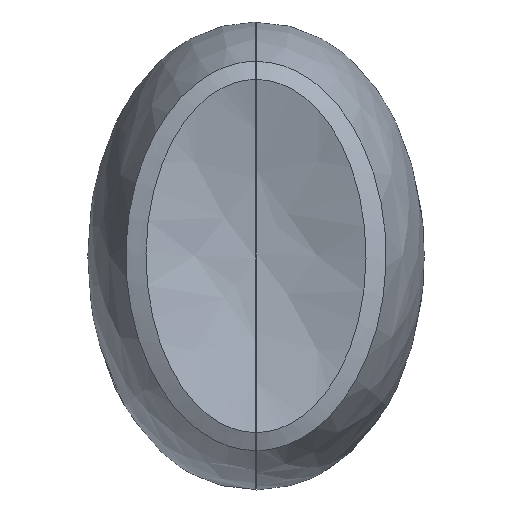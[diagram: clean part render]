
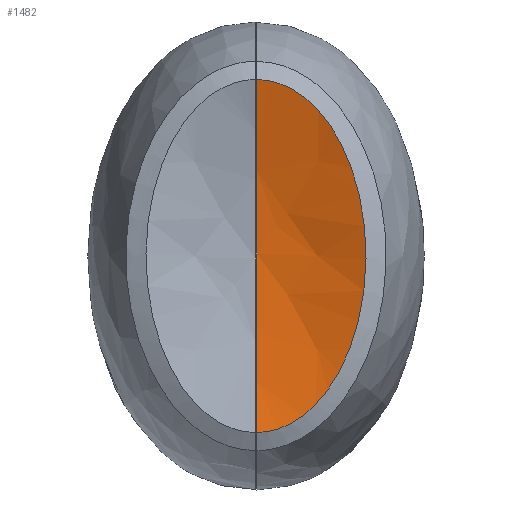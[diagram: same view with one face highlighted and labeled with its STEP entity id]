
A CAD part, left-side view. The second image highlights one B-rep face of the part: STEP entity #1482.
In plain terms, the highlighted free-form (B-spline) face has degree [3, 3] with [7, 6] control points.
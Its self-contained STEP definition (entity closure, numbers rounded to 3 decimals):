
#899=CARTESIAN_POINT('',(-32.697,-0.1,23.084));
#900=CARTESIAN_POINT('',(-31.67,-0.1,19.505));
#901=CARTESIAN_POINT('',(-29.803,-0.1,11.81));
#902=CARTESIAN_POINT('',(-28.594,-0.1,0.));
#903=CARTESIAN_POINT('',(-29.803,-0.1,-11.81));
#904=CARTESIAN_POINT('',(-31.67,-0.1,-19.505));
#905=CARTESIAN_POINT('',(-32.697,-0.1,-23.084));
#907=CARTESIAN_POINT('',(-32.697,-0.1,23.084));
#908=CARTESIAN_POINT('',(-32.697,-0.599,
23.079));
#909=CARTESIAN_POINT('',(-32.687,-1.648,22.985));
#910=CARTESIAN_POINT('',(-32.644,-3.293,22.536));
#911=CARTESIAN_POINT('',(-32.572,-5.071,21.689));
#912=CARTESIAN_POINT('',(-32.483,-6.906,20.362));
#913=CARTESIAN_POINT('',(-32.404,-8.723,18.503));
#914=CARTESIAN_POINT('',(-32.366,-10.469,16.025));
#915=CARTESIAN_POINT('',(-32.392,-12.028,12.929));
#916=CARTESIAN_POINT('',(-32.48,-13.33,9.106));
#917=CARTESIAN_POINT('',(-32.577,-14.188,4.678));
#918=CARTESIAN_POINT('',(-32.621,-14.49,
0.001));
#919=CARTESIAN_POINT('',(-32.577,-14.188,
-4.675));
#920=CARTESIAN_POINT('',(-32.48,-13.331,
-9.102));
#921=CARTESIAN_POINT('',(-32.392,-12.029,
-12.926));
#922=CARTESIAN_POINT('',(-32.366,-10.471,
-16.022));
#923=CARTESIAN_POINT('',(-32.404,-8.725,
-18.501));
#924=CARTESIAN_POINT('',(-32.483,-6.908,
-20.361));
#925=CARTESIAN_POINT('',(-32.572,-5.073,
-21.688));
#926=CARTESIAN_POINT('',(-32.644,-3.295,
-22.536));
#927=CARTESIAN_POINT('',(-32.687,-1.649,
-22.985));
#928=CARTESIAN_POINT('',(-32.697,-0.599,
-23.079));
#929=CARTESIAN_POINT('',(-32.697,-0.1,-23.084));
#937=VERTEX_POINT('',#899);
#938=VERTEX_POINT('',#905);
#1435=CARTESIAN_POINT('',(-34.678,-14.523,
-23.534));
#1436=CARTESIAN_POINT('',(-34.175,-12.366,
-23.534));
#1437=CARTESIAN_POINT('',(-33.227,-7.524,
-23.534));
#1438=CARTESIAN_POINT('',(-32.826,-2.672,
-23.534));
#1439=CARTESIAN_POINT('',(-32.826,0.023,
-23.534));
#1440=CARTESIAN_POINT('',(-32.826,0.034,
-23.534));
#1441=CARTESIAN_POINT('',(-34.106,-14.523,
-19.804));
#1442=CARTESIAN_POINT('',(-33.464,-12.366,
-19.804));
#1443=CARTESIAN_POINT('',(-32.254,-7.524,
-19.804));
#1444=CARTESIAN_POINT('',(-31.741,-2.672,
-19.804));
#1445=CARTESIAN_POINT('',(-31.743,0.023,
-19.804));
#1446=CARTESIAN_POINT('',(-31.743,0.034,
-19.804));
#1447=CARTESIAN_POINT('',(-33.092,-14.523,
-11.96));
#1448=CARTESIAN_POINT('',(-32.202,-12.366,
-11.96));
#1449=CARTESIAN_POINT('',(-30.527,-7.524,
-11.96));
#1450=CARTESIAN_POINT('',(-29.817,-2.672,
-11.96));
#1451=CARTESIAN_POINT('',(-29.818,0.023,
-11.96));
#1452=CARTESIAN_POINT('',(-29.818,0.034,
-11.96));
#1453=CARTESIAN_POINT('',(-32.446,-14.523,0.));
#1454=CARTESIAN_POINT('',(-31.399,-12.366,0.));
#1455=CARTESIAN_POINT('',(-29.427,-7.524,0.));
#1456=CARTESIAN_POINT('',(-28.592,-2.672,0.));
#1457=CARTESIAN_POINT('',(-28.594,0.023,0.));
#1458=CARTESIAN_POINT('',(-28.594,0.034,0.));
#1459=CARTESIAN_POINT('',(-33.092,-14.523,
11.96));
#1460=CARTESIAN_POINT('',(-32.202,-12.366,
11.96));
#1461=CARTESIAN_POINT('',(-30.527,-7.524,
11.96));
#1462=CARTESIAN_POINT('',(-29.817,-2.672,
11.96));
#1463=CARTESIAN_POINT('',(-29.818,0.023,
11.96));
#1464=CARTESIAN_POINT('',(-29.818,0.034,
11.96));
#1465=CARTESIAN_POINT('',(-34.106,-14.523,
19.805));
#1466=CARTESIAN_POINT('',(-33.464,-12.366,
19.805));
#1467=CARTESIAN_POINT('',(-32.254,-7.524,
19.805));
#1468=CARTESIAN_POINT('',(-31.741,-2.672,
19.805));
#1469=CARTESIAN_POINT('',(-31.743,0.023,
19.805));
#1470=CARTESIAN_POINT('',(-31.743,0.034,
19.805));
#1471=CARTESIAN_POINT('',(-34.678,-14.523,
23.535));
#1472=CARTESIAN_POINT('',(-34.175,-12.366,
23.535));
#1473=CARTESIAN_POINT('',(-33.227,-7.524,
23.535));
#1474=CARTESIAN_POINT('',(-32.826,-2.672,
23.535));
#1475=CARTESIAN_POINT('',(-32.827,0.023,
23.535));
#1476=CARTESIAN_POINT('',(-32.827,0.034,
23.535));
#1477=B_SPLINE_SURFACE_WITH_KNOTS('',3,3,((#1435,#1436,#1437,#1438,#1439,#1440),
(#1441,#1442,#1443,#1444,#1445,#1446),(#1447,#1448,#1449,#1450,#1451,#1452),(
#1453,#1454,#1455,#1456,#1457,#1458),(#1459,#1460,#1461,#1462,#1463,#1464),(
#1465,#1466,#1467,#1468,#1469,#1470),(#1471,#1472,#1473,#1474,#1475,#1476)),
.UNSPECIFIED.,.F.,.F.,.F.,(4,1,1,1,4),(4,1,1,4),(-23.534,-12.345,
0.,12.345,23.535),(-14.523,-8.05,0.,
0.034),.UNSPECIFIED.);
#1478=ORIENTED_EDGE('',*,*,#1153,.F.);
#1479=ORIENTED_EDGE('',*,*,#1430,.T.);
#1480=EDGE_LOOP('',(#1478,#1479));
#1481=FACE_OUTER_BOUND('',#1480,.F.);
#1482=ADVANCED_FACE('',(#1481),#1477,.T.);
#906=B_SPLINE_CURVE_WITH_KNOTS('',3,(#899,#900,#901,#902,#903,#904,#905),
.UNSPECIFIED.,.F.,.F.,(4,1,1,1,4),(0.,0.233,0.5,
0.767,1.),.UNSPECIFIED.);
#930=B_SPLINE_CURVE_WITH_KNOTS('',3,(#907,#908,#909,#910,#911,#912,#913,#914,
#915,#916,#917,#918,#919,#920,#921,#922,#923,#924,#925,#926,#927,#928,#929),
.UNSPECIFIED.,.F.,.F.,(4,1,1,1,1,1,1,1,1,1,1,1,1,1,1,1,1,1,1,1,4),(0.,
0.046,0.097,0.147,0.197,
0.248,0.298,0.349,0.399,
0.45,0.5,0.55,0.601,
0.651,0.702,0.752,0.802,
0.853,0.903,0.954,1.),.UNSPECIFIED.);
#1153=EDGE_CURVE('',#937,#938,#906,.T.);
#1430=EDGE_CURVE('',#937,#938,#930,.T.);
